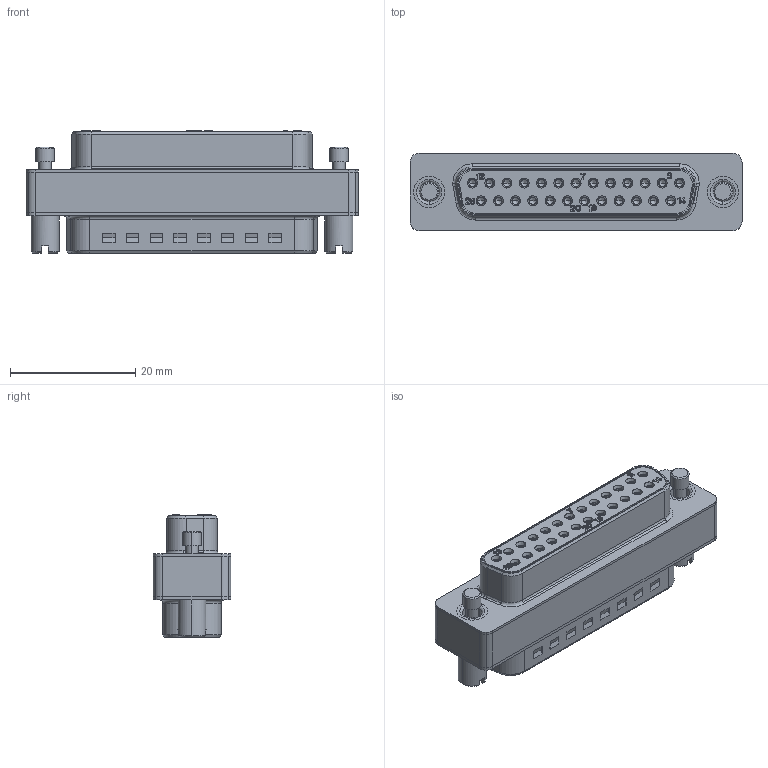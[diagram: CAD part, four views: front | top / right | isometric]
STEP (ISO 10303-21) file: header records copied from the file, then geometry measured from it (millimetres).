
FILE_DESCRIPTION((''),'2;1');
FILE_NAME('234016003.stp','2007-11-13T07:45:28',('martin.rickli'),(''),'Autodesk Inventor 9','Autodesk Inventor 9','');
FILE_SCHEMA(('AUTOMOTIVE_DESIGN { 1 0 10303 214 1 1 1 1 }'));
Length unit declared in the file: millimetre
Products named in the file (9): 050802; 00281_25; 00031a_25; 00032a_25; R+B00741a; R+B00122a; R+B00125; R+B00497; R+B00871
Assembly tree (34 placements, depth 2):
  050802
    00281_25
    00031a_25
    00032a_25
    R+B00741a  x25
    R+B00122a
    R+B00125
    R+B00497  x2
    R+B00871  x2
Bounding box: 53.1 x 12.4 x 19.65 mm (x, y, z)
Volume: 5595.7 mm3; surface area: 13460.3 mm2
Topology: 34 solids, 34 shells, 5244 faces, 13068 edges, 8015 vertices
Faces by surface type: plane 3919, cylinder 621, bspline 331, cone 278, torus 70, sphere 25
Entity records: 40247 total; most frequent: CARTESIAN_POINT 12593, DIRECTION 5738, ORIENTED_EDGE 5588, EDGE_CURVE 2794, AXIS2_PLACEMENT_3D 2071, VERTEX_POINT 1804, VECTOR 1596, LINE 1596
